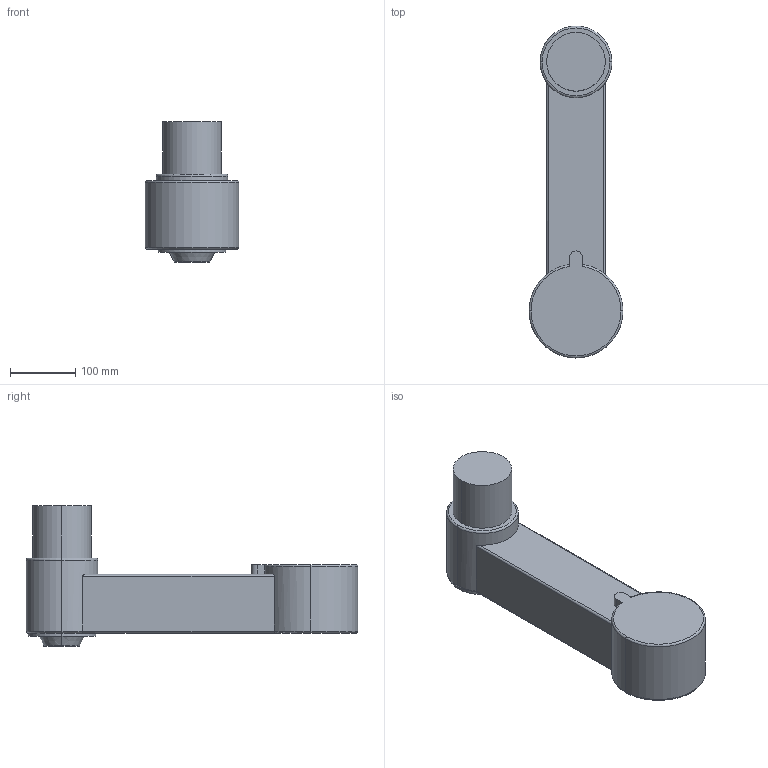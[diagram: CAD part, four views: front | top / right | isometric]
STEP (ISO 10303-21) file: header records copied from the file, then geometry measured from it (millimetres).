
FILE_DESCRIPTION (( 'STEP AP203' ), '1' );
FILE_NAME ('Khop3_Default_sldprt.STEP', '2023-10-01T03:52:16', ( '' ), ( '' ), 'SwSTEP 2.0', 'SolidWorks 2020', '' );
FILE_SCHEMA (( 'CONFIG_CONTROL_DESIGN' ));
Length unit declared in the file: millimetre
Products named in the file (1): Khop3_Default_sldprt
Bounding box: 144 x 509 x 215 mm (x, y, z)
Volume: 5549093.6 mm3; surface area: 246524.3 mm2
Topology: 1 solids, 1 shells, 43 faces, 96 edges, 58 vertices
Faces by surface type: cylinder 18, plane 12, torus 11, cone 2
Entity records: 1413 total; most frequent: CARTESIAN_POINT 356, DIRECTION 226, ORIENTED_EDGE 192, EDGE_CURVE 96, AXIS2_PLACEMENT_3D 96, VERTEX_POINT 58, CIRCLE 52, EDGE_LOOP 46
